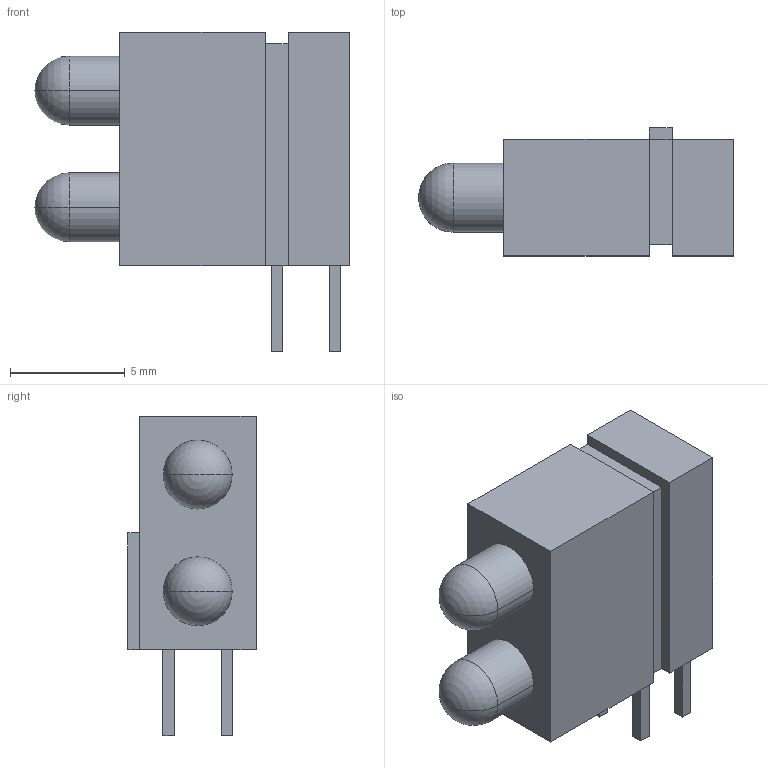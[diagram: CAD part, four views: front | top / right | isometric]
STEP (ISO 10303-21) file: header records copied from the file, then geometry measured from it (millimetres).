
FILE_DESCRIPTION((''),'2;1');
FILE_NAME('LED_MARL_122-000-01-58.stp','2011-04-26T13:27:40',(''),(''),'Mechanical Desktop 2011','Mechanical Desktop 2011',', , ');
FILE_SCHEMA(('AUTOMOTIVE_DESIGN { 1 2 10303 214 1 1 1 1 }'));
Length unit declared in the file: millimetre
Products named in the file (1): Product
Bounding box: 13.7 x 5.58 x 13.91 mm (x, y, z)
Volume: 560.3 mm3; surface area: 552.9 mm2
Topology: 8 solids, 8 shells, 52 faces, 110 edges, 70 vertices
Faces by surface type: plane 44, cylinder 4, sphere 4
Entity records: 1405 total; most frequent: CARTESIAN_POINT 229, DIRECTION 224, ORIENTED_EDGE 212, EDGE_CURVE 106, VECTOR 94, LINE 94, VERTEX_POINT 70, AXIS2_PLACEMENT_3D 65
